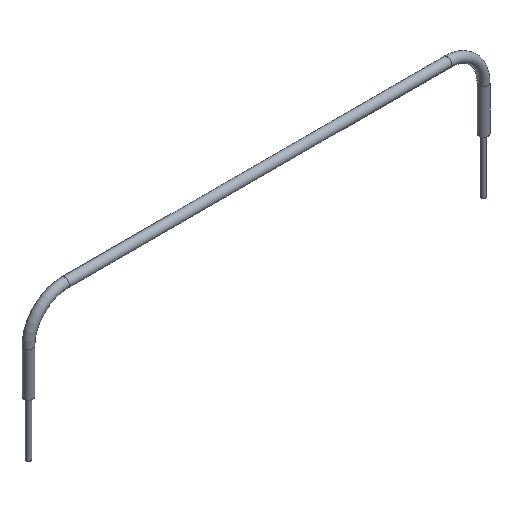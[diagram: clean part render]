
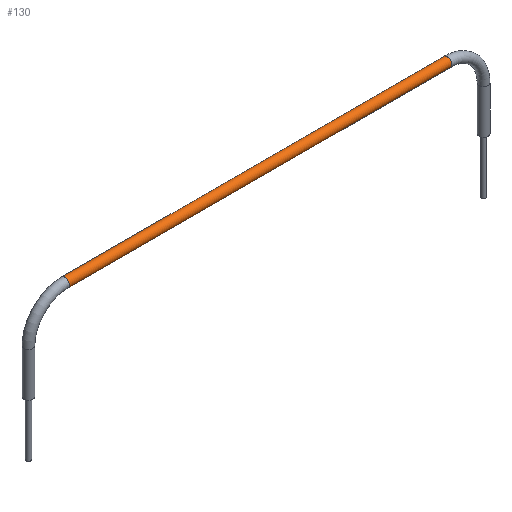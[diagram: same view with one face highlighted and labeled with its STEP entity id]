
A CAD part, isometric view. The second image highlights one B-rep face of the part: STEP entity #130.
In plain terms, the highlighted cylindrical face has radius 0.5 mm (diameter 1 mm), a full revolution.
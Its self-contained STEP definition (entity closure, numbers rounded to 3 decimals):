
#100 = VERTEX_POINT('',#101);
#101 = CARTESIAN_POINT('',(4.,0.,18.338));
#108 = EDGE_CURVE('',#100,#100,#109,.T.);
#109 = CIRCLE('',#110,0.5);
#110 = AXIS2_PLACEMENT_3D('',#111,#112,#113);
#111 = CARTESIAN_POINT('',(4.,0.,18.838));
#112 = DIRECTION('',(-1.,0.,0.));
#113 = DIRECTION('',(0.,0.,1.));
#130 = ADVANCED_FACE('',(#131),#150,.T.);
#131 = FACE_BOUND('',#132,.T.);
#132 = EDGE_LOOP('',(#133,#141,#148,#149));
#133 = ORIENTED_EDGE('',*,*,#134,.T.);
#134 = EDGE_CURVE('',#100,#135,#137,.T.);
#135 = VERTEX_POINT('',#136);
#136 = CARTESIAN_POINT('',(46.,0.,18.338));
#137 = LINE('',#138,#139);
#138 = CARTESIAN_POINT('',(4.,0.,18.338));
#139 = VECTOR('',#140,1.);
#140 = DIRECTION('',(1.,0.,0.));
#141 = ORIENTED_EDGE('',*,*,#142,.F.);
#142 = EDGE_CURVE('',#135,#135,#143,.T.);
#143 = CIRCLE('',#144,0.5);
#144 = AXIS2_PLACEMENT_3D('',#145,#146,#147);
#145 = CARTESIAN_POINT('',(46.,0.,18.838));
#146 = DIRECTION('',(1.,-0.,0.));
#147 = DIRECTION('',(0.,0.,-1.));
#148 = ORIENTED_EDGE('',*,*,#134,.F.);
#149 = ORIENTED_EDGE('',*,*,#108,.F.);
#150 = CYLINDRICAL_SURFACE('',#151,0.5);
#151 = AXIS2_PLACEMENT_3D('',#152,#153,#154);
#152 = CARTESIAN_POINT('',(4.,0.,18.838));
#153 = DIRECTION('',(1.,0.,0.));
#154 = DIRECTION('',(0.,0.,-1.));
